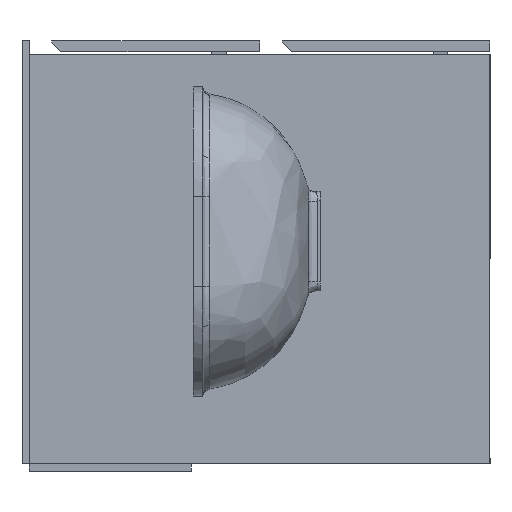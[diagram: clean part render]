
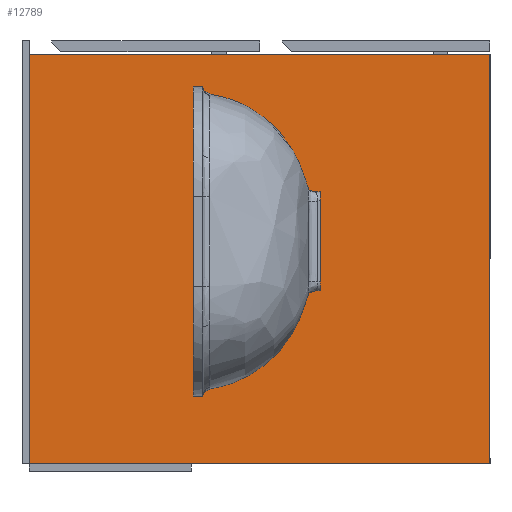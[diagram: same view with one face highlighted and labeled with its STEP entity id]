
A CAD part, left-side view. The second image highlights one B-rep face of the part: STEP entity #12789.
In plain terms, the highlighted planar face has unit normal (-1, 0, 0).
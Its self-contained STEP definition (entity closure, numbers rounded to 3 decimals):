
#484 = EDGE_CURVE ( 'NONE', #10178, #6587, #19451, .T. ) ;
#1618 = DIRECTION ( 'NONE',  ( 0., 0., -1. ) ) ;
#2790 = CARTESIAN_POINT ( 'NONE',  ( 2., 512., -470. ) ) ;
#4054 = PLANE ( 'NONE',  #13532 ) ;
#4086 = CARTESIAN_POINT ( 'NONE',  ( 2., 512., -15. ) ) ;
#4435 = ORIENTED_EDGE ( 'NONE', *, *, #11940, .F. ) ;
#6587 = VERTEX_POINT ( 'NONE', #11254 ) ;
#7102 = DIRECTION ( 'NONE',  ( 0., -1., 0. ) ) ;
#7541 = CARTESIAN_POINT ( 'NONE',  ( 2., 967.397, -470. ) ) ;
#8852 = VECTOR ( 'NONE', #12716, 1000. ) ;
#10178 = VERTEX_POINT ( 'NONE', #4086 ) ;
#10536 = VECTOR ( 'NONE', #31552, 1000. ) ;
#11254 = CARTESIAN_POINT ( 'NONE',  ( 2., 0., -15. ) ) ;
#11663 = LINE ( 'NONE', #21578, #10536 ) ;
#11940 = EDGE_CURVE ( 'NONE', #20164, #10178, #25096, .T. ) ;
#12657 = VECTOR ( 'NONE', #7102, 1000. ) ;
#12716 = DIRECTION ( 'NONE',  ( 0., 0., 1. ) ) ;
#12789 = ADVANCED_FACE ( 'NONE', ( #26367 ), #4054, .F. ) ;
#13532 = AXIS2_PLACEMENT_3D ( 'NONE', #13987, #23932, #1618 ) ;
#13987 = CARTESIAN_POINT ( 'NONE',  ( 2., 967.397, -470. ) ) ;
#16518 = VERTEX_POINT ( 'NONE', #23873 ) ;
#16557 = EDGE_CURVE ( 'NONE', #16518, #6587, #11663, .T. ) ;
#17451 = DIRECTION ( 'NONE',  ( 0., -1., 0. ) ) ;
#18212 = ORIENTED_EDGE ( 'NONE', *, *, #24040, .T. ) ;
#19411 = ORIENTED_EDGE ( 'NONE', *, *, #484, .F. ) ;
#19451 = LINE ( 'NONE', #29421, #12657 ) ;
#19692 = EDGE_LOOP ( 'NONE', ( #4435, #18212, #30292, #19411 ) ) ;
#20164 = VERTEX_POINT ( 'NONE', #21144 ) ;
#21144 = CARTESIAN_POINT ( 'NONE',  ( 2., 512., -470. ) ) ;
#21578 = CARTESIAN_POINT ( 'NONE',  ( 2., 0., -470. ) ) ;
#23873 = CARTESIAN_POINT ( 'NONE',  ( 2., 0., -470. ) ) ;
#23932 = DIRECTION ( 'NONE',  ( 1., 0., 0. ) ) ;
#24040 = EDGE_CURVE ( 'NONE', #20164, #16518, #29869, .T. ) ;
#25096 = LINE ( 'NONE', #2790, #8852 ) ;
#26355 = VECTOR ( 'NONE', #17451, 1000. ) ;
#26367 = FACE_OUTER_BOUND ( 'NONE', #19692, .T. ) ;
#29421 = CARTESIAN_POINT ( 'NONE',  ( 2., 967.397, -15. ) ) ;
#29869 = LINE ( 'NONE', #7541, #26355 ) ;
#30292 = ORIENTED_EDGE ( 'NONE', *, *, #16557, .T. ) ;
#31552 = DIRECTION ( 'NONE',  ( 0., 0., 1. ) ) ;
